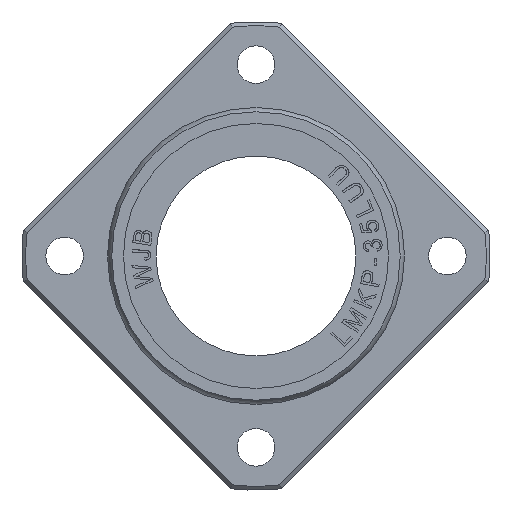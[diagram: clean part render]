
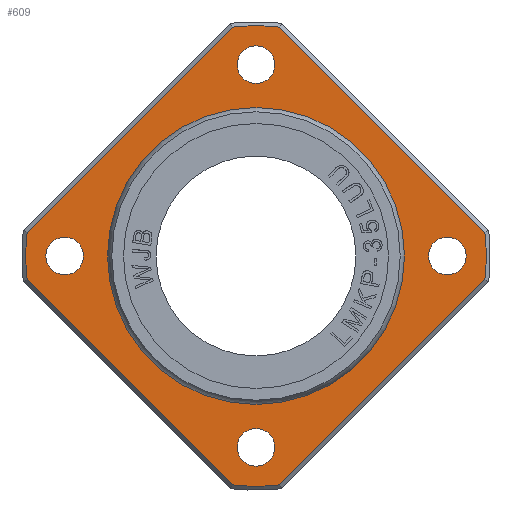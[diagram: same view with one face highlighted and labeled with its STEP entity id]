
A CAD part, left-side view. The second image highlights one B-rep face of the part: STEP entity #609.
In plain terms, the highlighted planar face has unit normal (-1, 0, 0).
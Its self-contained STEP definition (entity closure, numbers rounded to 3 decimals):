
#609=ADVANCED_FACE('',(#1425,#1426,#1427,#1428,#1429,#1430),#1018,.T.);
#1018=PLANE('',#7530);
#1313=CIRCLE('',#7506,40.3);
#1315=CIRCLE('',#7509,40.3);
#1317=CIRCLE('',#7512,40.3);
#1324=CIRCLE('',#7524,25.714);
#1325=CIRCLE('',#7525,3.3);
#1326=CIRCLE('',#7526,3.3);
#1327=CIRCLE('',#7527,3.3);
#1328=CIRCLE('',#7528,3.3);
#1329=CIRCLE('',#7529,40.3);
#1425=FACE_BOUND('',#1548,.T.);
#1426=FACE_BOUND('',#1549,.T.);
#1427=FACE_BOUND('',#1550,.T.);
#1428=FACE_BOUND('',#1551,.T.);
#1429=FACE_BOUND('',#1552,.T.);
#1430=FACE_BOUND('',#1553,.T.);
#1548=EDGE_LOOP('',(#3479));
#1549=EDGE_LOOP('',(#3480));
#1550=EDGE_LOOP('',(#3481));
#1551=EDGE_LOOP('',(#3482));
#1552=EDGE_LOOP('',(#3483));
#1553=EDGE_LOOP('',(#3484,#3485,#3486,#3487,#3488,#3489,#3490,#3491));
#3479=ORIENTED_EDGE('',*,*,#6254,.F.);
#3480=ORIENTED_EDGE('',*,*,#6255,.T.);
#3481=ORIENTED_EDGE('',*,*,#6256,.T.);
#3482=ORIENTED_EDGE('',*,*,#6257,.T.);
#3483=ORIENTED_EDGE('',*,*,#6258,.T.);
#3484=ORIENTED_EDGE('',*,*,#6233,.F.);
#3485=ORIENTED_EDGE('',*,*,#6259,.F.);
#3486=ORIENTED_EDGE('',*,*,#6229,.F.);
#3487=ORIENTED_EDGE('',*,*,#6260,.F.);
#3488=ORIENTED_EDGE('',*,*,#6261,.F.);
#3489=ORIENTED_EDGE('',*,*,#6262,.F.);
#3490=ORIENTED_EDGE('',*,*,#6237,.F.);
#3491=ORIENTED_EDGE('',*,*,#6263,.F.);
#5531=VERTEX_POINT('',#11183);
#5532=VERTEX_POINT('',#11184);
#5535=VERTEX_POINT('',#11198);
#5536=VERTEX_POINT('',#11199);
#5539=VERTEX_POINT('',#11213);
#5540=VERTEX_POINT('',#11214);
#5553=VERTEX_POINT('',#11267);
#5554=VERTEX_POINT('',#11269);
#5555=VERTEX_POINT('',#11271);
#5556=VERTEX_POINT('',#11273);
#5557=VERTEX_POINT('',#11275);
#5558=VERTEX_POINT('',#11284);
#5559=VERTEX_POINT('',#11286);
#6229=EDGE_CURVE('',#5531,#5532,#1313,.T.);
#6233=EDGE_CURVE('',#5535,#5536,#1315,.T.);
#6237=EDGE_CURVE('',#5539,#5540,#1317,.T.);
#6254=EDGE_CURVE('',#5553,#5553,#1324,.T.);
#6255=EDGE_CURVE('',#5554,#5554,#1325,.T.);
#6256=EDGE_CURVE('',#5555,#5555,#1326,.T.);
#6257=EDGE_CURVE('',#5556,#5556,#1327,.T.);
#6258=EDGE_CURVE('',#5557,#5557,#1328,.T.);
#6259=EDGE_CURVE('',#5532,#5535,#7066,.T.);
#6260=EDGE_CURVE('',#5558,#5531,#7067,.T.);
#6261=EDGE_CURVE('',#5559,#5558,#1329,.T.);
#6262=EDGE_CURVE('',#5540,#5559,#7068,.T.);
#6263=EDGE_CURVE('',#5536,#5539,#7069,.T.);
#7066=B_SPLINE_CURVE_WITH_KNOTS('',3,(#11276,#11277,#11278,#11279),.UNSPECIFIED.,
 .F.,.F.,(4,4),(0.,1.),.UNSPECIFIED.);
#7067=B_SPLINE_CURVE_WITH_KNOTS('',3,(#11280,#11281,#11282,#11283),.UNSPECIFIED.,
 .F.,.F.,(4,4),(0.,1.),.UNSPECIFIED.);
#7068=B_SPLINE_CURVE_WITH_KNOTS('',3,(#11287,#11288,#11289,#11290),.UNSPECIFIED.,
 .F.,.F.,(4,4),(0.,1.),.UNSPECIFIED.);
#7069=B_SPLINE_CURVE_WITH_KNOTS('',3,(#11291,#11292,#11293,#11294),.UNSPECIFIED.,
 .F.,.F.,(4,4),(0.,1.),.UNSPECIFIED.);
#7506=AXIS2_PLACEMENT_3D('',#11182,#8167,#8168);
#7509=AXIS2_PLACEMENT_3D('',#11197,#8173,#8174);
#7512=AXIS2_PLACEMENT_3D('',#11212,#8179,#8180);
#7524=AXIS2_PLACEMENT_3D('',#11266,#8207,#8208);
#7525=AXIS2_PLACEMENT_3D('',#11268,#8209,#8210);
#7526=AXIS2_PLACEMENT_3D('',#11270,#8211,#8212);
#7527=AXIS2_PLACEMENT_3D('',#11272,#8213,#8214);
#7528=AXIS2_PLACEMENT_3D('',#11274,#8215,#8216);
#7529=AXIS2_PLACEMENT_3D('',#11285,#8217,#8218);
#7530=AXIS2_PLACEMENT_3D('',#11295,#8219,#8220);
#8167=DIRECTION('',(1.,0.,0.));
#8168=DIRECTION('',(0.,0.,-1.));
#8173=DIRECTION('',(1.,0.,0.));
#8174=DIRECTION('',(0.,0.,-1.));
#8179=DIRECTION('',(1.,0.,0.));
#8180=DIRECTION('',(0.,0.,-1.));
#8207=DIRECTION('',(-1.,0.,0.));
#8208=DIRECTION('',(0.,0.,1.));
#8209=DIRECTION('',(1.,0.,0.));
#8210=DIRECTION('',(0.,1.,0.));
#8211=DIRECTION('',(1.,0.,0.));
#8212=DIRECTION('',(0.,1.,0.));
#8213=DIRECTION('',(1.,0.,0.));
#8214=DIRECTION('',(0.,1.,0.));
#8215=DIRECTION('',(1.,0.,0.));
#8216=DIRECTION('',(0.,1.,0.));
#8217=DIRECTION('',(1.,0.,0.));
#8218=DIRECTION('',(0.,0.,-1.));
#8219=DIRECTION('',(-1.,0.,0.));
#8220=DIRECTION('',(0.,0.,1.));
#11182=CARTESIAN_POINT('',(10.,0.,0.));
#11183=CARTESIAN_POINT('',(10.,-40.082,4.183));
#11184=CARTESIAN_POINT('',(10.,-40.082,-4.183));
#11197=CARTESIAN_POINT('',(10.,0.,0.));
#11198=CARTESIAN_POINT('',(10.,-4.183,-40.082));
#11199=CARTESIAN_POINT('',(10.,4.183,-40.082));
#11212=CARTESIAN_POINT('',(10.,0.,0.));
#11213=CARTESIAN_POINT('',(10.,40.082,-4.183));
#11214=CARTESIAN_POINT('',(10.,40.082,4.183));
#11266=CARTESIAN_POINT('',(10.,0.,0.));
#11267=CARTESIAN_POINT('',(10.,0.,25.714));
#11268=CARTESIAN_POINT('',(10.,33.5,0.));
#11269=CARTESIAN_POINT('',(10.,30.2,0.));
#11270=CARTESIAN_POINT('',(10.,-33.5,0.));
#11271=CARTESIAN_POINT('',(10.,-36.8,0.));
#11272=CARTESIAN_POINT('',(10.,0.,33.5));
#11273=CARTESIAN_POINT('',(10.,-3.3,33.5));
#11274=CARTESIAN_POINT('',(10.,0.,-33.5));
#11275=CARTESIAN_POINT('',(10.,-3.3,-33.5));
#11276=CARTESIAN_POINT('',(10.,-40.082,-4.183));
#11277=CARTESIAN_POINT('',(10.,-28.116,-16.149));
#11278=CARTESIAN_POINT('',(10.,-16.149,-28.116));
#11279=CARTESIAN_POINT('',(10.,-4.183,-40.082));
#11280=CARTESIAN_POINT('',(10.,-4.183,40.082));
#11281=CARTESIAN_POINT('',(10.,-16.149,28.116));
#11282=CARTESIAN_POINT('',(10.,-28.116,16.149));
#11283=CARTESIAN_POINT('',(10.,-40.082,4.183));
#11284=CARTESIAN_POINT('',(10.,-4.183,40.082));
#11285=CARTESIAN_POINT('',(10.,0.,0.));
#11286=CARTESIAN_POINT('',(10.,4.183,40.082));
#11287=CARTESIAN_POINT('',(10.,40.082,4.183));
#11288=CARTESIAN_POINT('',(10.,28.116,16.149));
#11289=CARTESIAN_POINT('',(10.,16.149,28.116));
#11290=CARTESIAN_POINT('',(10.,4.183,40.082));
#11291=CARTESIAN_POINT('',(10.,4.183,-40.082));
#11292=CARTESIAN_POINT('',(10.,16.149,-28.116));
#11293=CARTESIAN_POINT('',(10.,28.116,-16.149));
#11294=CARTESIAN_POINT('',(10.,40.082,-4.183));
#11295=CARTESIAN_POINT('',(10.,0.,33.357));
